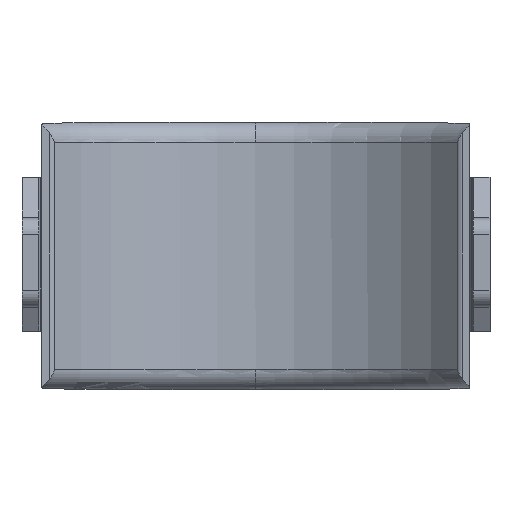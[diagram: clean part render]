
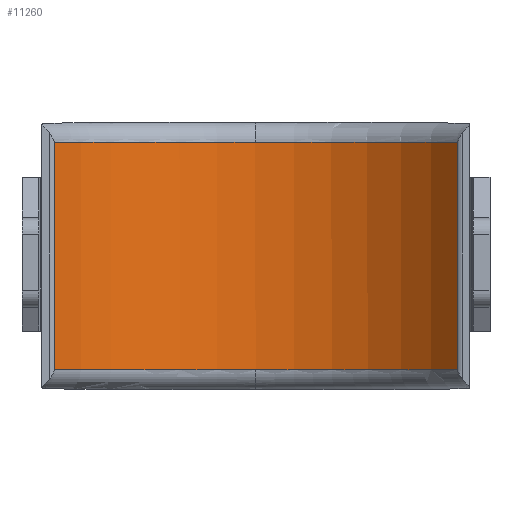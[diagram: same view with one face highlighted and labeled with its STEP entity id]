
A CAD part, front view. The second image highlights one B-rep face of the part: STEP entity #11260.
In plain terms, the highlighted cylindrical face has radius 38.5 mm (diameter 77 mm), a partial arc.
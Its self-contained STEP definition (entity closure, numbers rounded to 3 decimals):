
#10401=CARTESIAN_POINT('',(6.787,-156.9,
-37.251));
#10402=DIRECTION('',(0.,0.,1.));
#10403=DIRECTION('',(-0.782,-0.623,0.));
#10404=AXIS2_PLACEMENT_3D('',#10401,#10402,#10403);
#10467=CARTESIAN_POINT('',(6.83,-195.401,
-37.251));
#10515=CARTESIAN_POINT('',(6.787,-156.9,
-37.251));
#10516=DIRECTION('',(0.,0.,1.));
#10517=DIRECTION('',(0.001,-1.,0.));
#10518=AXIS2_PLACEMENT_3D('',#10515,#10516,#10517);
#10524=CARTESIAN_POINT('',(6.901,-195.401,
-3.251));
#10534=CARTESIAN_POINT('',(6.787,-156.9,
-3.251));
#10535=DIRECTION('',(0.,0.,-1.));
#10536=DIRECTION('',(0.782,-0.623,0.));
#10537=AXIS2_PLACEMENT_3D('',#10534,#10535,#10536);
#10610=CARTESIAN_POINT('',(6.787,-156.9,-3.251));
#10611=DIRECTION('',(0.,0.,1.));
#10612=DIRECTION('',(-0.782,-0.623,0.));
#10613=AXIS2_PLACEMENT_3D('',#10610,#10611,#10612);
#10615=DIRECTION('',(0.,0.,-1.));
#10616=VECTOR('',#10615,34.);
#10617=CARTESIAN_POINT('',(36.91,-180.878,
-3.251));
#10618=LINE('',#10617,#10616);
#10623=DIRECTION('',(0.,0.,-1.));
#10624=VECTOR('',#10623,34.);
#10625=CARTESIAN_POINT('',(-23.336,-180.878,
-3.251));
#10626=LINE('',#10625,#10624);
#10922=VERTEX_POINT('',#10467);
#10943=VERTEX_POINT('',#10524);
#10944=CARTESIAN_POINT('',(-23.336,-180.878,
-3.251));
#10945=CARTESIAN_POINT('',(-23.336,-180.878,
-37.251));
#10946=VERTEX_POINT('',#10944);
#10947=VERTEX_POINT('',#10945);
#10948=CARTESIAN_POINT('',(36.91,-180.878,
-3.251));
#10949=CARTESIAN_POINT('',(36.91,-180.878,
-37.251));
#10950=VERTEX_POINT('',#10948);
#10951=VERTEX_POINT('',#10949);
#11245=CARTESIAN_POINT('',(6.787,-156.9,-44.254));
#11246=DIRECTION('',(0.,0.,1.));
#11247=DIRECTION('',(-1.,0.,0.));
#11248=AXIS2_PLACEMENT_3D('',#11245,#11246,#11247);
#11249=CYLINDRICAL_SURFACE('',#11248,38.5);
#11250=ORIENTED_EDGE('',*,*,#11220,.T.);
#11251=ORIENTED_EDGE('',*,*,#11125,.F.);
#11253=ORIENTED_EDGE('',*,*,#11252,.T.);
#11254=ORIENTED_EDGE('',*,*,#11162,.T.);
#11255=ORIENTED_EDGE('',*,*,#11195,.T.);
#11257=ORIENTED_EDGE('',*,*,#11256,.F.);
#11258=EDGE_LOOP('',(#11250,#11251,#11253,#11254,#11255,#11257));
#11259=FACE_OUTER_BOUND('',#11258,.F.);
#11260=ADVANCED_FACE('',(#11259),#11249,.F.);
#10405=CIRCLE('',#10404,38.502);
#10519=CIRCLE('',#10518,38.502);
#10538=CIRCLE('',#10537,38.502);
#10614=CIRCLE('',#10613,38.5);
#11125=EDGE_CURVE('',#10946,#10943,#10614,.T.);
#11162=EDGE_CURVE('',#10947,#10922,#10405,.T.);
#11195=EDGE_CURVE('',#10922,#10951,#10519,.T.);
#11220=EDGE_CURVE('',#10950,#10943,#10538,.T.);
#11252=EDGE_CURVE('',#10946,#10947,#10626,.T.);
#11256=EDGE_CURVE('',#10950,#10951,#10618,.T.);
